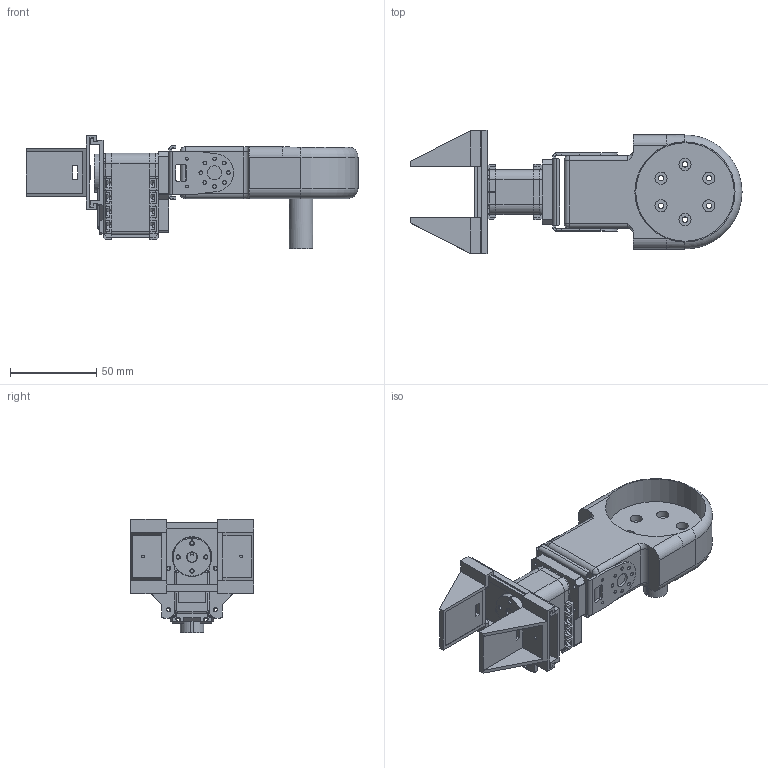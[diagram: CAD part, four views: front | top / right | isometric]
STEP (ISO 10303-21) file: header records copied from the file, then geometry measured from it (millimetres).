
FILE_DESCRIPTION(/* description */ (''),/* implementation_level */ '2;1');
FILE_NAME(/* name */ 'Eslabon3_ipt_9c7855a9.STEP',/* time_stamp */ '2022-05-05T14:14:46-05:00',/* author */ ('Alcatraz'),/* organization */ (''),/* preprocessor_version */ 'ST-DEVELOPER v18.1',/* originating_system */ 'Autodesk Inventor 2021',/* authorisation */ '');
FILE_SCHEMA (('AUTOMOTIVE_DESIGN { 1 0 10303 214 3 1 1 }'));
Length unit declared in the file: millimetre
Products named in the file (1): Eslabon3
Bounding box: 192.13 x 71.6 x 65.64 mm (x, y, z)
Volume: 187246.3 mm3; surface area: 65741.7 mm2
Topology: 1 solids, 3 shells, 1274 faces, 3425 edges, 2235 vertices
Faces by surface type: plane 879, cylinder 308, cone 37, sphere 18, torus 16, bspline 16
Full cylindrical faces by diameter (mm): 1.567 x4, 1.6 x2, 1.7 x6, 2 x18, 2.07 x4, 2.1 x38, 2.2 x20, 2.5 x4, 2.6 x1, 3.242 x6, 3.459 x1, 3.5 x2, 4 x6, 4.3 x1, 4.5 x4, 5 x16, 5.8 x1, 5.9 x1, 7 x6, 8 x3, 8.2 x2, 9.2 x1, 11 x1, 13.7 x1, 13.736 x1, 18.3 x1, 57 x1, 58 x1
Entity records: 42656 total; most frequent: CARTESIAN_POINT 8529, DIRECTION 6847, ORIENTED_EDGE 6822, EDGE_CURVE 3411, LINE 2387, VECTOR 2387, VERTEX_POINT 2235, AXIS2_PLACEMENT_3D 2230
